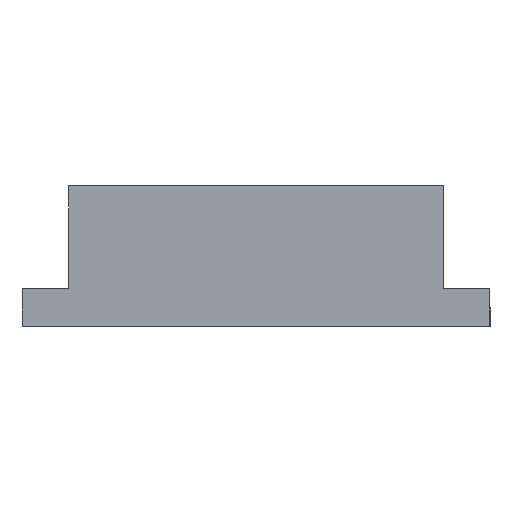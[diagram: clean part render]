
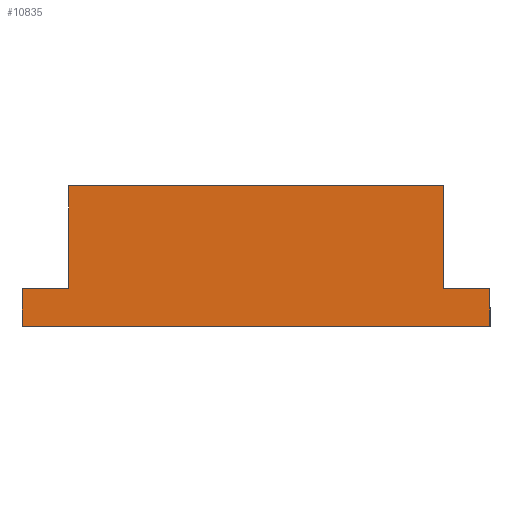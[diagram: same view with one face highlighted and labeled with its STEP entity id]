
A CAD part, left-side view. The second image highlights one B-rep face of the part: STEP entity #10835.
In plain terms, the highlighted planar face has unit normal (-1, 0, 0).
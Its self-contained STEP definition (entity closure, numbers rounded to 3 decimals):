
#59 = CARTESIAN_POINT ( 'NONE',  ( -7.05, 5., 0.8 ) ) ;
#62 = DIRECTION ( 'NONE',  ( 0., -1., 0. ) ) ;
#203 = LINE ( 'NONE', #7059, #6291 ) ;
#213 = ORIENTED_EDGE ( 'NONE', *, *, #1298, .T. ) ;
#286 = VECTOR ( 'NONE', #62, 1000. ) ;
#388 = VERTEX_POINT ( 'NONE', #10838 ) ;
#412 = LINE ( 'NONE', #10729, #2301 ) ;
#533 = ORIENTED_EDGE ( 'NONE', *, *, #7358, .T. ) ;
#575 = EDGE_CURVE ( 'NONE', #8237, #8315, #5117, .T. ) ;
#762 = VERTEX_POINT ( 'NONE', #4154 ) ;
#945 = ORIENTED_EDGE ( 'NONE', *, *, #4592, .T. ) ;
#962 = VECTOR ( 'NONE', #4792, 1000. ) ;
#985 = VECTOR ( 'NONE', #9055, 1000. ) ;
#1081 = CARTESIAN_POINT ( 'NONE',  ( -7.05, 0., 0. ) ) ;
#1087 = CARTESIAN_POINT ( 'NONE',  ( -7.05, 4., 3. ) ) ;
#1124 = AXIS2_PLACEMENT_3D ( 'NONE', #5777, #3219, #11049 ) ;
#1162 = DIRECTION ( 'NONE',  ( 0., 0., -1. ) ) ;
#1298 = EDGE_CURVE ( 'NONE', #1730, #3668, #6505, .T. ) ;
#1395 = ORIENTED_EDGE ( 'NONE', *, *, #6636, .T. ) ;
#1730 = VERTEX_POINT ( 'NONE', #3789 ) ;
#1755 = VECTOR ( 'NONE', #5962, 1000. ) ;
#1841 = VERTEX_POINT ( 'NONE', #59 ) ;
#1917 = ORIENTED_EDGE ( 'NONE', *, *, #9310, .T. ) ;
#2041 = EDGE_CURVE ( 'NONE', #1730, #8315, #203, .T. ) ;
#2301 = VECTOR ( 'NONE', #8839, 1000. ) ;
#2895 = CARTESIAN_POINT ( 'NONE',  ( -7.05, -4., 0.8 ) ) ;
#2937 = FACE_OUTER_BOUND ( 'NONE', #4985, .T. ) ;
#3219 = DIRECTION ( 'NONE',  ( -1., 0., 0. ) ) ;
#3273 = LINE ( 'NONE', #3333, #7435 ) ;
#3333 = CARTESIAN_POINT ( 'NONE',  ( -7.05, -5., 3. ) ) ;
#3668 = VERTEX_POINT ( 'NONE', #2895 ) ;
#3789 = CARTESIAN_POINT ( 'NONE',  ( -7.05, -5., 0.8 ) ) ;
#4154 = CARTESIAN_POINT ( 'NONE',  ( -7.05, -4., 3. ) ) ;
#4230 = CARTESIAN_POINT ( 'NONE',  ( -7.05, 5., 0. ) ) ;
#4410 = DIRECTION ( 'NONE',  ( 0., 0., -1. ) ) ;
#4592 = EDGE_CURVE ( 'NONE', #3668, #762, #412, .T. ) ;
#4629 = CARTESIAN_POINT ( 'NONE',  ( -7.05, 4., 0. ) ) ;
#4681 = LINE ( 'NONE', #4629, #6516 ) ;
#4706 = ORIENTED_EDGE ( 'NONE', *, *, #2041, .F. ) ;
#4792 = DIRECTION ( 'NONE',  ( 0., 1., 0. ) ) ;
#4985 = EDGE_LOOP ( 'NONE', ( #6741, #4706, #213, #945, #1917, #533, #1395, #9489 ) ) ;
#5117 = LINE ( 'NONE', #1081, #286 ) ;
#5777 = CARTESIAN_POINT ( 'NONE',  ( -7.05, -5., 0. ) ) ;
#5962 = DIRECTION ( 'NONE',  ( 0., 0., -1. ) ) ;
#6291 = VECTOR ( 'NONE', #4410, 1000. ) ;
#6348 = PLANE ( 'NONE',  #1124 ) ;
#6505 = LINE ( 'NONE', #10659, #985 ) ;
#6516 = VECTOR ( 'NONE', #1162, 1000. ) ;
#6636 = EDGE_CURVE ( 'NONE', #388, #1841, #11022, .T. ) ;
#6741 = ORIENTED_EDGE ( 'NONE', *, *, #575, .T. ) ;
#6848 = VERTEX_POINT ( 'NONE', #1087 ) ;
#7059 = CARTESIAN_POINT ( 'NONE',  ( -7.05, -5., 0. ) ) ;
#7358 = EDGE_CURVE ( 'NONE', #6848, #388, #4681, .T. ) ;
#7381 = CARTESIAN_POINT ( 'NONE',  ( -7.05, -5., 0.8 ) ) ;
#7435 = VECTOR ( 'NONE', #8491, 1000. ) ;
#7601 = LINE ( 'NONE', #4230, #1755 ) ;
#8180 = EDGE_CURVE ( 'NONE', #1841, #8237, #7601, .T. ) ;
#8237 = VERTEX_POINT ( 'NONE', #10287 ) ;
#8315 = VERTEX_POINT ( 'NONE', #9949 ) ;
#8491 = DIRECTION ( 'NONE',  ( 0., 1., 0. ) ) ;
#8839 = DIRECTION ( 'NONE',  ( 0., 0., 1. ) ) ;
#9055 = DIRECTION ( 'NONE',  ( 0., 1., 0. ) ) ;
#9310 = EDGE_CURVE ( 'NONE', #762, #6848, #3273, .T. ) ;
#9489 = ORIENTED_EDGE ( 'NONE', *, *, #8180, .T. ) ;
#9949 = CARTESIAN_POINT ( 'NONE',  ( -7.05, -5., 0. ) ) ;
#10287 = CARTESIAN_POINT ( 'NONE',  ( -7.05, 5., 0. ) ) ;
#10659 = CARTESIAN_POINT ( 'NONE',  ( -7.05, -5., 0.8 ) ) ;
#10729 = CARTESIAN_POINT ( 'NONE',  ( -7.05, -4., 0. ) ) ;
#10835 = ADVANCED_FACE ( 'NONE', ( #2937 ), #6348, .T. ) ;
#10838 = CARTESIAN_POINT ( 'NONE',  ( -7.05, 4., 0.8 ) ) ;
#11022 = LINE ( 'NONE', #7381, #962 ) ;
#11049 = DIRECTION ( 'NONE',  ( 0., 0., 1. ) ) ;
